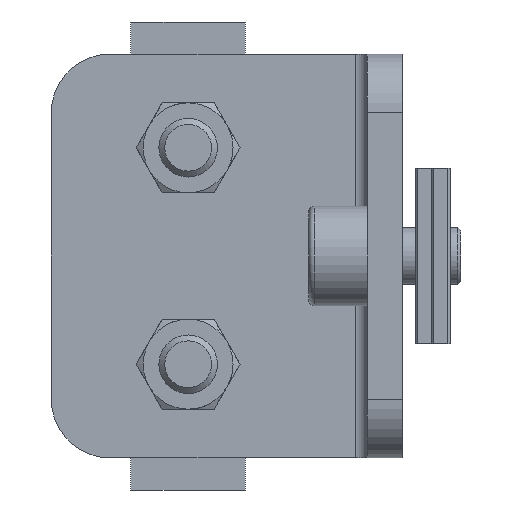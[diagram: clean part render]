
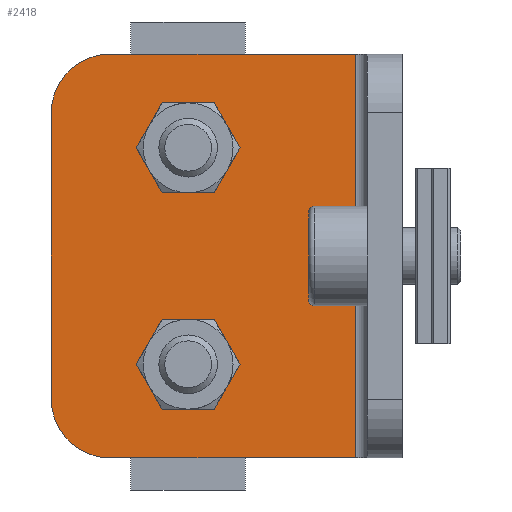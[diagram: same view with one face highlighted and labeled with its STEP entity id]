
A CAD part, left-side view. The second image highlights one B-rep face of the part: STEP entity #2418.
In plain terms, the highlighted planar face has unit normal (-1, 0, 0).
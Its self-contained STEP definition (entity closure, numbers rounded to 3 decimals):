
#152=PLANE($,#2758);
#212=FACE_BOUND($,#367,.T.);
#213=FACE_BOUND($,#368,.T.);
#255=FACE_OUTER_BOUND($,#366,.T.);
#366=EDGE_LOOP($,(#1902,#1903,#1904,#1905,#1906,#1907));
#367=EDGE_LOOP($,(#1908));
#368=EDGE_LOOP($,(#1909));
#518=CIRCLE($,#2759,5.);
#519=CIRCLE($,#2760,5.);
#520=CIRCLE($,#2761,2.75);
#521=CIRCLE($,#2762,2.75);
#642=LINE($,#3744,#856);
#643=LINE($,#3748,#857);
#644=LINE($,#3750,#858);
#645=LINE($,#3751,#859);
#856=VECTOR($,#3038,24.5);
#857=VECTOR($,#3041,21.);
#858=VECTOR($,#3042,34.5);
#859=VECTOR($,#3043,21.);
#1082=VERTEX_POINT($,#3740);
#1083=VERTEX_POINT($,#3741);
#1084=VERTEX_POINT($,#3743);
#1085=VERTEX_POINT($,#3745);
#1086=VERTEX_POINT($,#3747);
#1087=VERTEX_POINT($,#3749);
#1088=VERTEX_POINT($,#3752);
#1089=VERTEX_POINT($,#3754);
#1492=EDGE_CURVE($,#1082,#1083,#518,.T.);
#1493=EDGE_CURVE($,#1083,#1084,#642,.T.);
#1494=EDGE_CURVE($,#1084,#1085,#519,.T.);
#1495=EDGE_CURVE($,#1085,#1086,#643,.T.);
#1496=EDGE_CURVE($,#1086,#1087,#644,.T.);
#1497=EDGE_CURVE($,#1087,#1082,#645,.T.);
#1498=EDGE_CURVE($,#1088,#1088,#520,.T.);
#1499=EDGE_CURVE($,#1089,#1089,#521,.T.);
#1902=ORIENTED_EDGE($,*,*,#1492,.T.);
#1903=ORIENTED_EDGE($,*,*,#1493,.T.);
#1904=ORIENTED_EDGE($,*,*,#1494,.T.);
#1905=ORIENTED_EDGE($,*,*,#1495,.T.);
#1906=ORIENTED_EDGE($,*,*,#1496,.T.);
#1907=ORIENTED_EDGE($,*,*,#1497,.T.);
#1908=ORIENTED_EDGE($,*,*,#1498,.T.);
#1909=ORIENTED_EDGE($,*,*,#1499,.T.);
#2418=ADVANCED_FACE($,(#255,#212,#213),#152,.T.);
#2758=AXIS2_PLACEMENT_3D($,#3739,#3034,#3035);
#2759=AXIS2_PLACEMENT_3D($,#3742,#3036,#3037);
#2760=AXIS2_PLACEMENT_3D($,#3746,#3039,#3040);
#2761=AXIS2_PLACEMENT_3D($,#3753,#3044,#3045);
#2762=AXIS2_PLACEMENT_3D($,#3755,#3046,#3047);
#3034=DIRECTION('center_axis',(-1.,0.,0.));
#3035=DIRECTION('ref_axis',(0.,0.,1.));
#3036=DIRECTION('center_axis',(-1.,0.,0.));
#3037=DIRECTION('ref_axis',(0.,0.,1.));
#3038=DIRECTION($,(0.,0.,-1.));
#3039=DIRECTION('center_axis',(-1.,0.,0.));
#3040=DIRECTION('ref_axis',(0.,0.,1.));
#3041=DIRECTION($,(0.,-1.,0.));
#3042=DIRECTION($,(0.,0.,1.));
#3043=DIRECTION($,(0.,1.,0.));
#3044=DIRECTION('center_axis',(1.,0.,0.));
#3045=DIRECTION('ref_axis',(0.,0.,-1.));
#3046=DIRECTION('center_axis',(1.,0.,0.));
#3047=DIRECTION('ref_axis',(0.,0.,-1.));
#3739=CARTESIAN_POINT('Origin',(-22.761,51.317,0.));
#3740=CARTESIAN_POINT('',(-22.761,59.317,34.5));
#3741=CARTESIAN_POINT('',(-22.761,64.317,29.5));
#3742=CARTESIAN_POINT('Origin',(-22.761,59.317,29.5));
#3743=CARTESIAN_POINT('',(-22.761,64.317,5.));
#3744=CARTESIAN_POINT($,(-22.761,64.317,29.5));
#3745=CARTESIAN_POINT('',(-22.761,59.317,0.));
#3746=CARTESIAN_POINT('Origin',(-22.761,59.317,5.));
#3747=CARTESIAN_POINT('',(-22.761,38.317,0.));
#3748=CARTESIAN_POINT($,(-22.761,59.317,0.));
#3749=CARTESIAN_POINT('',(-22.761,38.317,34.5));
#3750=CARTESIAN_POINT($,(-22.761,38.317,0.));
#3751=CARTESIAN_POINT($,(-22.761,38.317,34.5));
#3752=CARTESIAN_POINT('',(-22.761,49.867,26.5));
#3753=CARTESIAN_POINT('Origin',(-22.761,52.617,26.5));
#3754=CARTESIAN_POINT('',(-22.761,49.867,8.));
#3755=CARTESIAN_POINT('Origin',(-22.761,52.617,8.));
